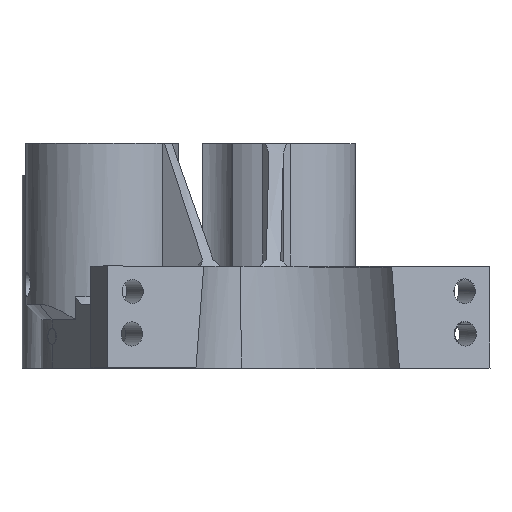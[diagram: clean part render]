
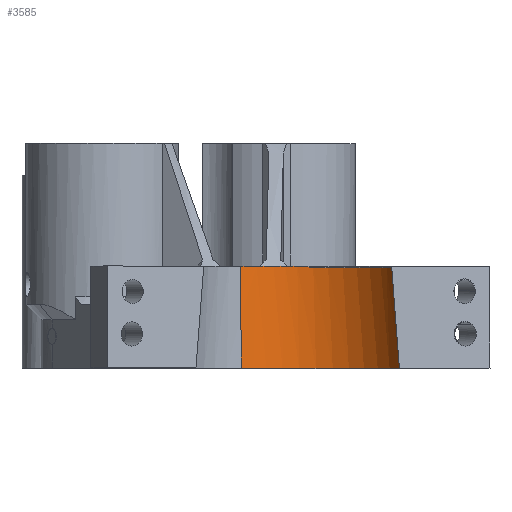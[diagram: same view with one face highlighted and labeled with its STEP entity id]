
A CAD part, top view. The second image highlights one B-rep face of the part: STEP entity #3585.
In plain terms, the highlighted cylindrical face has radius 21.158 mm (diameter 42.316 mm), a partial arc.
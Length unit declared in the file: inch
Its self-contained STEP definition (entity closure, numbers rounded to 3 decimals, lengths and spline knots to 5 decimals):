
#78=(
BOUNDED_CURVE()
B_SPLINE_CURVE(2,(#8172,#8173,#8174),.UNSPECIFIED.,.F.,.F.)
B_SPLINE_CURVE_WITH_KNOTS((3,3),(0.03364,2.03953),
 .UNSPECIFIED.)
CURVE()
GEOMETRIC_REPRESENTATION_ITEM()
RATIONAL_B_SPLINE_CURVE((1.,1.,1.))
REPRESENTATION_ITEM('')
);
#356=B_SPLINE_CURVE_WITH_KNOTS('',3,(#8184,#8185,#8186,#8187,#8188,#8189,
#8190,#8191,#8192,#8193,#8194,#8195,#8196,#8197,#8198,#8199),
 .UNSPECIFIED.,.F.,.F.,(4,2,2,2,2,2,2,4),(1.5903,1.60217,
1.9654,2.38358,2.80175,3.21993,3.63811,
3.73591),.UNSPECIFIED.);
#357=B_SPLINE_CURVE_WITH_KNOTS('',3,(#8202,#8203,#8204,#8205),
 .UNSPECIFIED.,.F.,.F.,(4,4),(0.95196,0.97393),
 .UNSPECIFIED.);
#528=FACE_OUTER_BOUND('',#745,.T.);
#745=EDGE_LOOP('',(#3267,#3268,#3269,#3270,#3271,#3272));
#801=ELLIPSE('',#3881,0.83618,0.833);
#803=ELLIPSE('',#3885,9.5576,0.833);
#805=ELLIPSE('',#3894,0.83618,0.833);
#1691=VERTEX_POINT('',#8153);
#1692=VERTEX_POINT('',#8154);
#1694=VERTEX_POINT('',#8162);
#1695=VERTEX_POINT('',#8163);
#1696=VERTEX_POINT('',#8171);
#1700=VERTEX_POINT('',#8183);
#2219=EDGE_CURVE('',#1691,#1692,#801,.T.);
#2224=EDGE_CURVE('',#1694,#1695,#803,.T.);
#2227=EDGE_CURVE('',#1696,#1691,#78,.T.);
#2232=EDGE_CURVE('',#1700,#1696,#356,.T.);
#2234=EDGE_CURVE('',#1692,#1694,#357,.T.);
#2235=EDGE_CURVE('',#1695,#1700,#805,.T.);
#3267=ORIENTED_EDGE('',*,*,#2219,.F.);
#3268=ORIENTED_EDGE('',*,*,#2227,.F.);
#3269=ORIENTED_EDGE('',*,*,#2232,.F.);
#3270=ORIENTED_EDGE('',*,*,#2235,.F.);
#3271=ORIENTED_EDGE('',*,*,#2224,.F.);
#3272=ORIENTED_EDGE('',*,*,#2234,.F.);
#3419=CYLINDRICAL_SURFACE('',#3895,0.833);
#3585=ADVANCED_FACE('',(#528),#3419,.F.);
#3881=AXIS2_PLACEMENT_3D('',#8155,#4638,#4639);
#3885=AXIS2_PLACEMENT_3D('',#8164,#4648,#4649);
#3894=AXIS2_PLACEMENT_3D('',#8207,#4668,#4669);
#3895=AXIS2_PLACEMENT_3D('',#8209,#4671,#4672);
#4638=DIRECTION('center_axis',(0.,1.,0.));
#4639=DIRECTION('ref_axis',(-0.826,0.,0.563));
#4648=DIRECTION('center_axis',(0.826,0.,-0.563));
#4649=DIRECTION('ref_axis',(0.,-1.,0.));
#4668=DIRECTION('center_axis',(0.,-1.,0.));
#4669=DIRECTION('ref_axis',(-0.826,0.,0.563));
#4671=DIRECTION('center_axis',(-0.072,0.996,0.049));
#4672=DIRECTION('ref_axis',(-0.563,0.,-0.826));
#8153=CARTESIAN_POINT('',(2.72525,3.45261,2.99494));
#8154=CARTESIAN_POINT('',(1.48285,3.45261,2.78184));
#8155=CARTESIAN_POINT('Origin',(2.00951,3.45261,3.42726));
#8162=CARTESIAN_POINT('',(1.48212,3.46147,2.78236));
#8163=CARTESIAN_POINT('',(1.4804,4.25261,2.77983));
#8164=CARTESIAN_POINT('Origin',(1.94974,4.27949,3.46802));
#8171=CARTESIAN_POINT('',(2.66456,4.23932,3.02744));
#8172=CARTESIAN_POINT('Ctrl Pts',(2.66456,4.23932,3.02744));
#8173=CARTESIAN_POINT('Ctrl Pts',(2.69491,3.84606,3.01119));
#8174=CARTESIAN_POINT('Ctrl Pts',(2.72525,3.45261,2.99494));
#8183=CARTESIAN_POINT('',(1.92353,4.25261,2.63326));
#8184=CARTESIAN_POINT('Ctrl Pts',(1.92353,4.25261,2.63326));
#8185=CARTESIAN_POINT('Ctrl Pts',(1.92522,4.25246,2.63319));
#8186=CARTESIAN_POINT('Ctrl Pts',(1.9269,4.25232,2.63313));
#8187=CARTESIAN_POINT('Ctrl Pts',(1.98028,4.24784,2.63125));
#8188=CARTESIAN_POINT('Ctrl Pts',(2.0324,4.24546,2.63455));
#8189=CARTESIAN_POINT('Ctrl Pts',(2.13379,4.24204,2.64958));
#8190=CARTESIAN_POINT('Ctrl Pts',(2.189,4.24105,2.66336));
#8191=CARTESIAN_POINT('Ctrl Pts',(2.29672,4.2398,2.70276));
#8192=CARTESIAN_POINT('Ctrl Pts',(2.34923,4.23955,2.72838));
#8193=CARTESIAN_POINT('Ctrl Pts',(2.44763,4.23929,2.79003));
#8194=CARTESIAN_POINT('Ctrl Pts',(2.49359,4.23929,2.82611));
#8195=CARTESIAN_POINT('Ctrl Pts',(2.57605,4.2393,2.90587));
#8196=CARTESIAN_POINT('Ctrl Pts',(2.61254,4.23932,2.94956));
#8197=CARTESIAN_POINT('Ctrl Pts',(2.6507,4.23932,3.0055));
#8198=CARTESIAN_POINT('Ctrl Pts',(2.65774,4.23932,3.01635));
#8199=CARTESIAN_POINT('Ctrl Pts',(2.66456,4.23932,3.02744));
#8202=CARTESIAN_POINT('Ctrl Pts',(1.48285,3.45261,2.78184));
#8203=CARTESIAN_POINT('Ctrl Pts',(1.48261,3.45556,2.78201));
#8204=CARTESIAN_POINT('Ctrl Pts',(1.48237,3.45851,2.78218));
#8205=CARTESIAN_POINT('Ctrl Pts',(1.48212,3.46147,2.78236));
#8207=CARTESIAN_POINT('Origin',(1.95169,4.25261,3.46669));
#8209=CARTESIAN_POINT('Origin',(1.99084,3.71088,3.43999));
